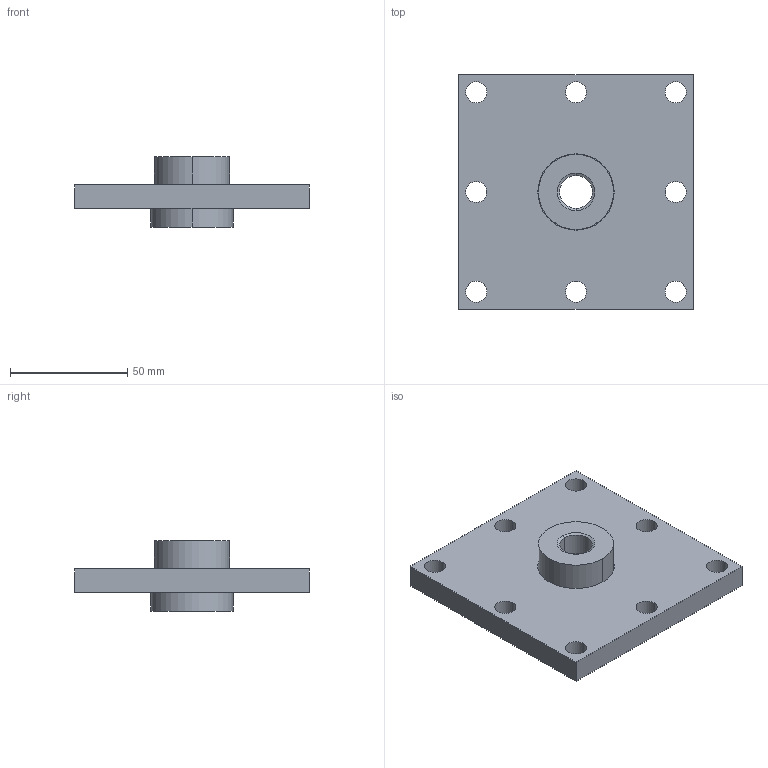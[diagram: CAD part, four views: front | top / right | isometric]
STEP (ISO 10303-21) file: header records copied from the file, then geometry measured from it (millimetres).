
FILE_DESCRIPTION(('Creo Elements/Direct Modeling STEP Export'),'2;1');
FILE_NAME('11.0246.1_Flansch-MMS-11_100x100x30-M16-D32.stp','2022-03-18T14:17:09',(''),(''),'PTC Creo Elements/Direct Modeling STEP processor for AP214 (Solid Model)','PTC Creo Elements/Direct Modeling 19.0C 15-Aug-2015 (C) Parametric Technology GmbH','');
FILE_SCHEMA(('AUTOMOTIVE_DESIGN { 1 0 10303 214 1 1 1 1 }'));
Length unit declared in the file: millimetre
Products named in the file (3): Flanschplatte-MMS-11_100x100-Laserschneideteil-t10mm_96.5034_PX176304; Flanschmutter-MMS-55_M16-D32_96.5027_PX176327; Flansch-MMS-11_100x100x30-M16-D32_11.0246.1_PX176328
Assembly tree (2 placements, depth 2):
  Flansch-MMS-11_100x100x30-M16-D32_11.0246.1_PX176328
    Flanschmutter-MMS-55_M16-D32_96.5027_PX176327
    Flanschplatte-MMS-11_100x100-Laserschneideteil-t10mm_96.5034_PX176304
Bounding box: 100 x 100 x 30 mm (x, y, z)
Volume: 107360.5 mm3; surface area: 30596.9 mm2
Topology: 2 solids, 2 shells, 37 faces, 100 edges, 68 vertices
Faces by surface type: cylinder 24, plane 9, cone 4
Entity records: 1167 total; most frequent: ORIENTED_EDGE 200, CARTESIAN_POINT 174, DIRECTION 172, EDGE_CURVE 100, VERTEX_POINT 68, AXIS2_PLACEMENT_3D 66, EDGE_LOOP 58, VECTOR 40
